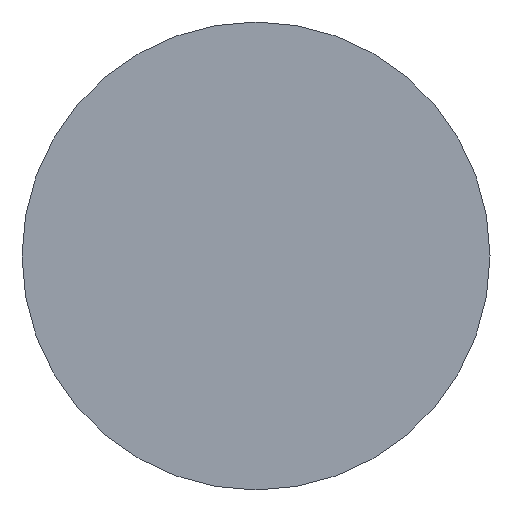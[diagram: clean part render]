
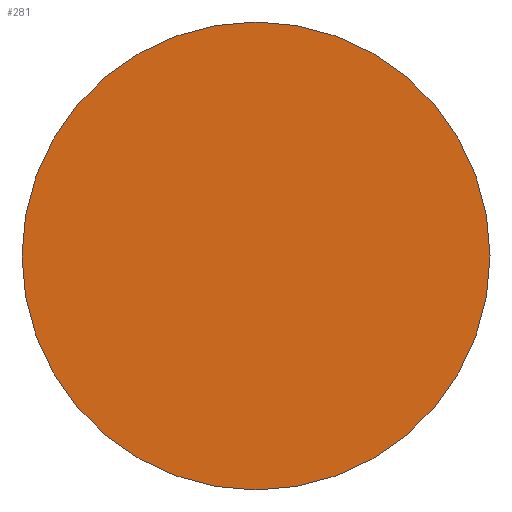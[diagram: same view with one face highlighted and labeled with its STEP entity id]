
A CAD part, front view. The second image highlights one B-rep face of the part: STEP entity #281.
In plain terms, the highlighted planar face has unit normal (0, -1, 0).
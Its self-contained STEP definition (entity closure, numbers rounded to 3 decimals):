
#231=AXIS2_PLACEMENT_3D('Circle Axis2P3D',#229,#230,$) ;
#257=AXIS2_PLACEMENT_3D('Circle Axis2P3D',#255,#256,$) ;
#275=AXIS2_PLACEMENT_3D('Plane Axis2P3D',#272,#273,#274) ;
#224=CARTESIAN_POINT('Vertex',(-0.116,0.,0.279)) ;
#229=CARTESIAN_POINT('Axis2P3D Location',(2.484,0.,0.279)) ;
#233=CARTESIAN_POINT('Vertex',(5.084,0.,0.279)) ;
#255=CARTESIAN_POINT('Axis2P3D Location',(2.484,0.,0.279)) ;
#272=CARTESIAN_POINT('Axis2P3D Location',(0.,0.,0.)) ;
#230=DIRECTION('Axis2P3D Direction',(0.,1.,0.)) ;
#256=DIRECTION('Axis2P3D Direction',(0.,1.,0.)) ;
#273=DIRECTION('Axis2P3D Direction',(0.,1.,0.)) ;
#274=DIRECTION('Axis2P3D XDirection',(-1.,0.,0.)) ;
#278=ORIENTED_EDGE('',*,*,#259,.F.) ;
#279=ORIENTED_EDGE('',*,*,#235,.F.) ;
#281=ADVANCED_FACE('K\X2\00F6\X0\rper.27',(#280),#276,.F.) ;
#232=CIRCLE('generated circle',#231,2.6) ;
#258=CIRCLE('generated circle',#257,2.6) ;
#235=EDGE_CURVE('',#225,#234,#232,.T.) ;
#259=EDGE_CURVE('',#234,#225,#258,.T.) ;
#277=EDGE_LOOP('',(#278,#279)) ;
#280=FACE_OUTER_BOUND('',#277,.T.) ;
#276=PLANE('',#275) ;
#225=VERTEX_POINT('',#224) ;
#234=VERTEX_POINT('',#233) ;
